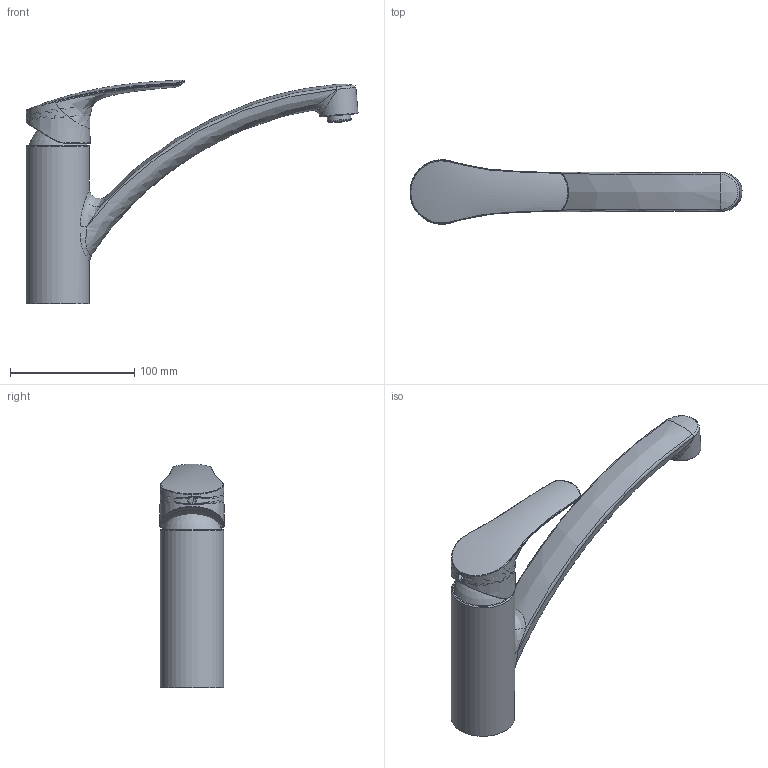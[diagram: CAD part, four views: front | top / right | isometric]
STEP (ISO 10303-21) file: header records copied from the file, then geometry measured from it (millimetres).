
FILE_DESCRIPTION(/* description */ ('Unknown'),/* implementation_level */ '2;1');
FILE_NAME(/* name */ '30506000',/* time_stamp */ '2022-10-21T12:44:17+02:00',/* author */ ('Unknown'),/* organization */ ('GROHE AG'),/* preprocessor_version */ 'ST-DEVELOPER v16.7',/* originating_system */ 'DEX',/* authorisation */ $);
FILE_SCHEMA (('AUTOMOTIVE_DESIGN {1 0 10303 214 3 1 1}'));
Length unit declared in the file: millimetre
Products named in the file (3): 30506000; id11; Grohe A mod.
Assembly tree (2 placements, depth 2):
  30506000
    id11
    Grohe A mod.
Bounding box: 267.01 x 51.93 x 180.03 mm (x, y, z)
Volume: 391390.9 mm3; surface area: 71782.2 mm2
Topology: 1 solids, 46 shells, 552 faces, 3119 edges, 2553 vertices
Faces by surface type: plane 383, cylinder 81, bspline 56, torus 26, sphere 3, cone 3
Full cylindrical faces by diameter (mm): 16.7 x1, 19 x1, 45.2 x1, 51 x1
Entity records: 41074 total; most frequent: CARTESIAN_POINT 18220, DIRECTION 4500, ORIENTED_EDGE 3958, EDGE_CURVE 3098, VERTEX_POINT 2549, LINE 1600, VECTOR 1600, AXIS2_PLACEMENT_3D 1450
